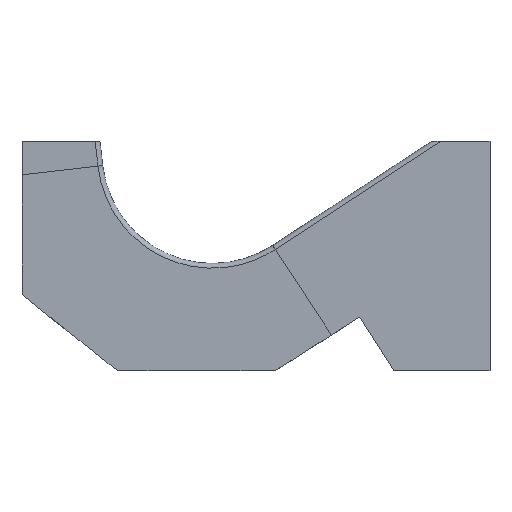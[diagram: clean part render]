
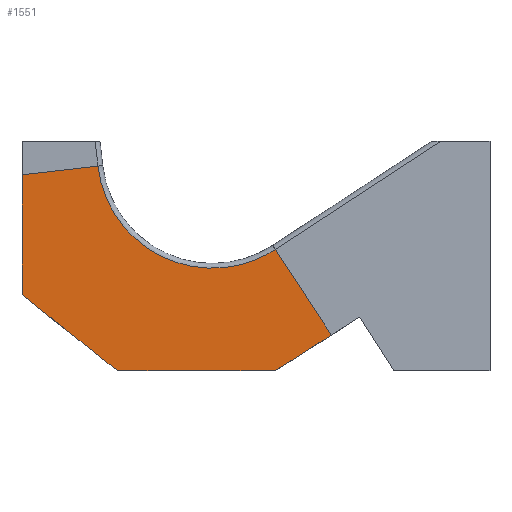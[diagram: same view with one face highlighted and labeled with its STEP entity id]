
A CAD part, left-side view. The second image highlights one B-rep face of the part: STEP entity #1551.
In plain terms, the highlighted free-form (B-spline) face has degree [5, 1] with [9, 2] control points.
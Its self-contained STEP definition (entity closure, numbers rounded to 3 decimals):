
#82=CARTESIAN_POINT('Vertex',(-7.,35.,-54.25)) ;
#105=CARTESIAN_POINT('Vertex',(-7.,-4.919,-86.)) ;
#109=CARTESIAN_POINT('Control Point',(-7.,35.,-54.25)) ;
#110=CARTESIAN_POINT('Control Point',(-7.,32.959,-55.874)) ;
#111=CARTESIAN_POINT('Control Point',(-7.,30.921,-57.494)) ;
#112=CARTESIAN_POINT('Control Point',(-7.,28.887,-59.112)) ;
#113=CARTESIAN_POINT('Control Point',(-7.,22.584,-64.126)) ;
#114=CARTESIAN_POINT('Control Point',(-7.,16.302,-69.122)) ;
#115=CARTESIAN_POINT('Control Point',(-7.,12.047,-72.506)) ;
#116=CARTESIAN_POINT('Control Point',(-7.,6.108,-77.229)) ;
#117=CARTESIAN_POINT('Control Point',(-7.,0.148,-81.97)) ;
#118=CARTESIAN_POINT('Control Point',(-7.,-1.539,-83.312)) ;
#119=CARTESIAN_POINT('Control Point',(-7.,-3.227,-84.655)) ;
#120=CARTESIAN_POINT('Control Point',(-7.,-4.919,-86.)) ;
#224=CARTESIAN_POINT('Vertex',(-7.,-71.146,-86.)) ;
#230=CARTESIAN_POINT('Control Point',(-7.,-4.919,-86.)) ;
#231=CARTESIAN_POINT('Control Point',(-7.,-5.955,-86.)) ;
#232=CARTESIAN_POINT('Control Point',(-7.,-6.99,-86.)) ;
#233=CARTESIAN_POINT('Control Point',(-7.,-8.024,-86.)) ;
#234=CARTESIAN_POINT('Control Point',(-7.,-12.541,-86.)) ;
#235=CARTESIAN_POINT('Control Point',(-7.,-17.038,-86.)) ;
#236=CARTESIAN_POINT('Control Point',(-7.,-20.494,-86.)) ;
#237=CARTESIAN_POINT('Control Point',(-7.,-28.96,-86.)) ;
#238=CARTESIAN_POINT('Control Point',(-7.,-37.371,-86.)) ;
#239=CARTESIAN_POINT('Control Point',(-7.,-42.347,-86.)) ;
#240=CARTESIAN_POINT('Control Point',(-7.,-51.048,-86.)) ;
#241=CARTESIAN_POINT('Control Point',(-7.,-59.778,-86.)) ;
#242=CARTESIAN_POINT('Control Point',(-7.,-63.527,-86.)) ;
#243=CARTESIAN_POINT('Control Point',(-7.,-67.305,-86.)) ;
#244=CARTESIAN_POINT('Control Point',(-7.,-71.096,-86.)) ;
#245=CARTESIAN_POINT('Control Point',(-7.,-71.113,-86.)) ;
#246=CARTESIAN_POINT('Control Point',(-7.,-71.13,-86.)) ;
#247=CARTESIAN_POINT('Control Point',(-7.,-71.146,-86.)) ;
#474=CARTESIAN_POINT('Control Point',(-7.,3.179,-0.362)) ;
#475=CARTESIAN_POINT('Control Point',(-7.,2.068,-10.118)) ;
#476=CARTESIAN_POINT('Control Point',(-7.,-1.528,-19.592)) ;
#477=CARTESIAN_POINT('Control Point',(-7.,-7.511,-27.925)) ;
#478=CARTESIAN_POINT('Control Point',(-7.,-23.162,-40.799)) ;
#479=CARTESIAN_POINT('Control Point',(-7.,-43.064,-44.619)) ;
#480=CARTESIAN_POINT('Control Point',(-7.,-53.297,-43.9)) ;
#481=CARTESIAN_POINT('Control Point',(-7.,-62.883,-40.616)) ;
#482=CARTESIAN_POINT('Control Point',(-7.,-71.1,-35.24)) ;
#483=CARTESIAN_POINT('Vertex',(-7.,3.179,-0.362)) ;
#485=CARTESIAN_POINT('Vertex',(-7.,-71.1,-35.24)) ;
#665=CARTESIAN_POINT('Control Point',(-7.,3.179,-0.362)) ;
#666=CARTESIAN_POINT('Control Point',(-7.,13.797,-1.572)) ;
#667=CARTESIAN_POINT('Control Point',(-7.,24.392,-2.779)) ;
#668=CARTESIAN_POINT('Control Point',(-7.,35.,-3.988)) ;
#669=CARTESIAN_POINT('Vertex',(-7.,35.,-3.988)) ;
#996=CARTESIAN_POINT('Vertex',(-7.,-94.572,-71.115)) ;
#1019=CARTESIAN_POINT('Line Origine',(-7.,-104.448,-86.208)) ;
#1478=CARTESIAN_POINT('Line Origine',(-7.,-82.859,-78.557)) ;
#1516=CARTESIAN_POINT('Control Point',(-7.,3.179,-0.362)) ;
#1517=CARTESIAN_POINT('Control Point',(-7.,54.056,-6.159)) ;
#1518=CARTESIAN_POINT('Control Point',(-7.,2.068,-10.119)) ;
#1519=CARTESIAN_POINT('Control Point',(-7.,51.764,-26.28)) ;
#1520=CARTESIAN_POINT('Control Point',(-7.,-1.528,-19.592)) ;
#1521=CARTESIAN_POINT('Control Point',(-7.,44.347,-45.817)) ;
#1522=CARTESIAN_POINT('Control Point',(-7.,-7.511,-27.925)) ;
#1523=CARTESIAN_POINT('Control Point',(-7.,32.009,-63.004)) ;
#1524=CARTESIAN_POINT('Control Point',(-7.,-23.162,-40.799)) ;
#1525=CARTESIAN_POINT('Control Point',(-7.,-0.269,-89.554)) ;
#1526=CARTESIAN_POINT('Control Point',(-7.,-43.064,-44.619)) ;
#1527=CARTESIAN_POINT('Control Point',(-7.,-41.314,-97.433)) ;
#1528=CARTESIAN_POINT('Control Point',(-7.,-53.297,-43.9)) ;
#1529=CARTESIAN_POINT('Control Point',(-7.,-62.42,-95.949)) ;
#1530=CARTESIAN_POINT('Control Point',(-7.,-62.883,-40.616)) ;
#1531=CARTESIAN_POINT('Control Point',(-7.,-82.189,-89.177)) ;
#1532=CARTESIAN_POINT('Control Point',(-7.,-71.1,-35.24)) ;
#1533=CARTESIAN_POINT('Control Point',(-7.,-99.136,-78.089)) ;
#1535=CARTESIAN_POINT('Control Point',(-7.,35.,-54.25)) ;
#1536=CARTESIAN_POINT('Control Point',(-7.,35.,-43.864)) ;
#1537=CARTESIAN_POINT('Control Point',(-7.,35.,-33.583)) ;
#1538=CARTESIAN_POINT('Control Point',(-7.,35.,-23.517)) ;
#1539=CARTESIAN_POINT('Control Point',(-7.,35.,-13.71)) ;
#1540=CARTESIAN_POINT('Control Point',(-7.,35.,-3.988)) ;
#1020=DIRECTION('Vector Direction',(0.,-0.548,-0.837)) ;
#1479=DIRECTION('Vector Direction',(0.,-0.844,0.536)) ;
#1021=VECTOR('Line Direction',#1020,1.) ;
#1480=VECTOR('Line Direction',#1479,1.) ;
#1543=ORIENTED_EDGE('',*,*,#1482,.F.) ;
#1544=ORIENTED_EDGE('',*,*,#1023,.F.) ;
#1545=ORIENTED_EDGE('',*,*,#487,.F.) ;
#1546=ORIENTED_EDGE('',*,*,#671,.T.) ;
#1547=ORIENTED_EDGE('',*,*,#1541,.F.) ;
#1548=ORIENTED_EDGE('',*,*,#121,.T.) ;
#1549=ORIENTED_EDGE('',*,*,#248,.T.) ;
#1551=ADVANCED_FACE('Corps principal',(#1550),#1515,.F.) ;
#108=B_SPLINE_CURVE_WITH_KNOTS('',5,(#109,#110,#111,#112,#113,#114,#115,#116,#117,#118,#119,#120),.UNSPECIFIED.,.F.,.U.,(6,3,3,6),(62.373,79.412,115.247,129.363),.UNSPECIFIED.) ;
#229=B_SPLINE_CURVE_WITH_KNOTS('',5,(#230,#231,#232,#233,#234,#235,#236,#237,#238,#239,#240,#241,#242,#243,#244,#245,#246,#247),.UNSPECIFIED.,.F.,.U.,(6,3,3,3,3,6),(52.134,58.961,81.981,115.542,140.679,140.79),.UNSPECIFIED.) ;
#473=B_SPLINE_CURVE_WITH_KNOTS('',5,(#474,#475,#476,#477,#478,#479,#480,#481,#482),.UNSPECIFIED.,.F.,.U.,(6,3,6),(0.,83.869,167.738),.UNSPECIFIED.) ;
#664=B_SPLINE_CURVE_WITH_KNOTS('',3,(#665,#666,#667,#668),.UNSPECIFIED.,.F.,.U.,(4,4),(0.,32.057),.UNSPECIFIED.) ;
#1534=B_SPLINE_CURVE_WITH_KNOTS('',5,(#1535,#1536,#1537,#1538,#1539,#1540),.UNSPECIFIED.,.F.,.U.,(6,6),(42.285,111.933),.UNSPECIFIED.) ;
#1515=B_SPLINE_SURFACE_WITH_KNOTS('',5,1,((#1516,#1517),(#1518,#1519),(#1520,#1521),(#1522,#1523),(#1524,#1525),(#1526,#1527),(#1528,#1529),(#1530,#1531),(#1532,#1533)),.UNSPECIFIED.,.F.,.F.,.U.,(6,3,6),(2,2),(0.,83.869,167.738),(-60.909,-9.703),.UNSPECIFIED.) ;
#121=EDGE_CURVE('',#83,#106,#108,.T.) ;
#248=EDGE_CURVE('',#106,#225,#229,.T.) ;
#487=EDGE_CURVE('',#484,#486,#473,.T.) ;
#671=EDGE_CURVE('',#484,#670,#664,.T.) ;
#1023=EDGE_CURVE('',#486,#997,#1022,.T.) ;
#1482=EDGE_CURVE('',#997,#225,#1481,.F.) ;
#1541=EDGE_CURVE('',#83,#670,#1534,.T.) ;
#1542=EDGE_LOOP('',(#1543,#1544,#1545,#1546,#1547,#1548,#1549)) ;
#1550=FACE_OUTER_BOUND('',#1542,.T.) ;
#1022=LINE('Line',#1019,#1021) ;
#1481=LINE('Line',#1478,#1480) ;
#83=VERTEX_POINT('',#82) ;
#106=VERTEX_POINT('',#105) ;
#225=VERTEX_POINT('',#224) ;
#484=VERTEX_POINT('',#483) ;
#486=VERTEX_POINT('',#485) ;
#670=VERTEX_POINT('',#669) ;
#997=VERTEX_POINT('',#996) ;
